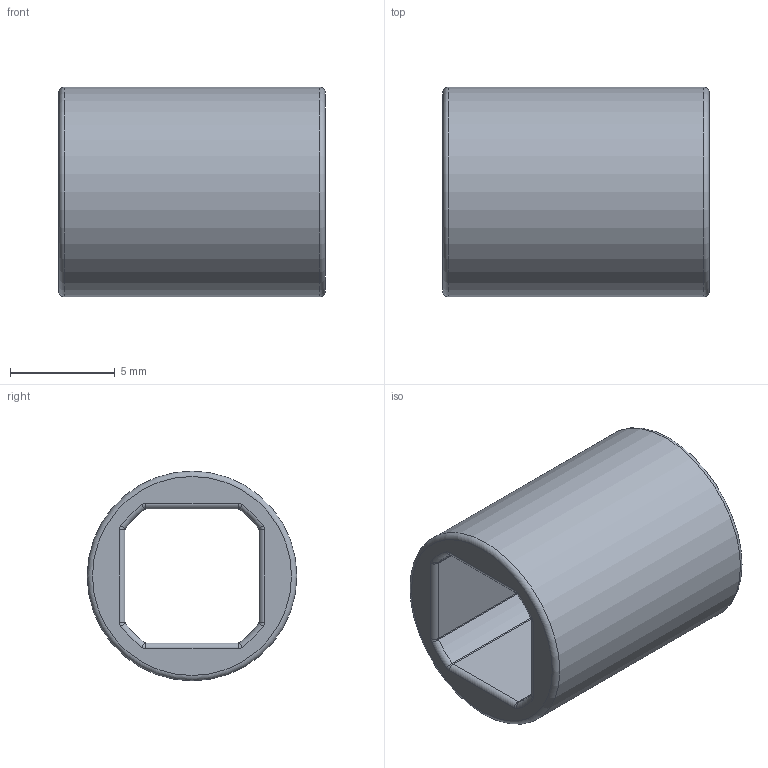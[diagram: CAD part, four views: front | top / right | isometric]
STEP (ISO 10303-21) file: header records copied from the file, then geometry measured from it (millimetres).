
FILE_DESCRIPTION(/* description */ (''),/* implementation_level */ '2;1');
FILE_NAME(/* name */ 'Intake spacer 0.5in.step',/* time_stamp */ '2024-06-27T21:46:04-05:00',/* author */ (''),/* organization */ (''),/* preprocessor_version */ 'ST-DEVELOPER v20',/* originating_system */ 'Autodesk Translation Framework v13.14.0.145',/* authorisation */ '');
FILE_SCHEMA (('AUTOMOTIVE_DESIGN { 1 0 10303 214 3 1 1 }'));
Length unit declared in the file: inch
Products named in the file (1): Intake Spacer 0.5"
Bounding box: 12.7 x 10 x 10 mm (x, y, z)
Volume: 496.9 mm3; surface area: 761.9 mm2
Topology: 1 solids, 1 shells, 53 faces, 121 edges, 70 vertices
Faces by surface type: torus 26, cylinder 21, plane 6
Full cylindrical faces by diameter (mm): 10 x1
Entity records: 1553 total; most frequent: DIRECTION 317, CARTESIAN_POINT 245, ORIENTED_EDGE 242, AXIS2_PLACEMENT_3D 142, EDGE_CURVE 121, CIRCLE 88, VERTEX_POINT 70, EDGE_LOOP 55
